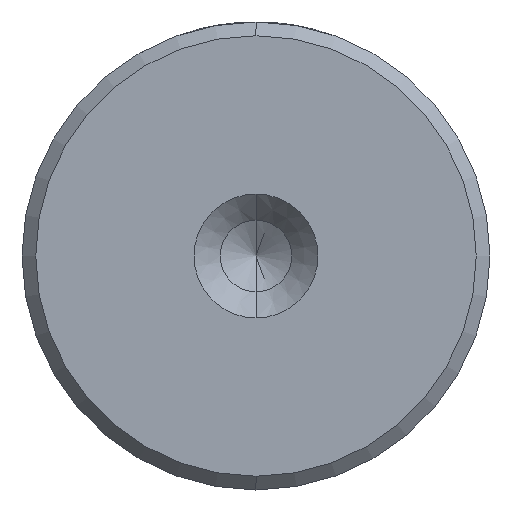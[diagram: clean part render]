
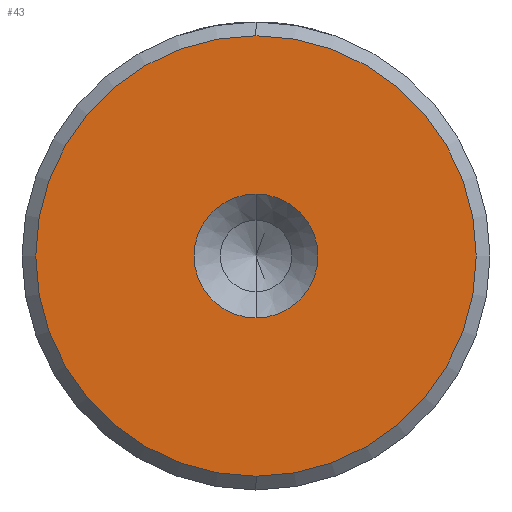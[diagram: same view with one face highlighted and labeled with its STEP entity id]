
A CAD part, left-side view. The second image highlights one B-rep face of the part: STEP entity #43.
In plain terms, the highlighted planar face has unit normal (-1, 0, 0).
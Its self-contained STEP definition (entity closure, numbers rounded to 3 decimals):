
#43 = ADVANCED_FACE ( 'NONE', ( #783, #734 ), #1555, .T. ) ;
#89 = AXIS2_PLACEMENT_3D ( 'NONE', #1852, #877, #2000 ) ;
#155 = ORIENTED_EDGE ( 'NONE', *, *, #1989, .F. ) ;
#180 = DIRECTION ( 'NONE',  ( -1., 0., 0. ) ) ;
#228 = ORIENTED_EDGE ( 'NONE', *, *, #1060, .F. ) ;
#249 = CIRCLE ( 'NONE', #2130, 8. ) ;
#271 = EDGE_LOOP ( 'NONE', ( #228, #155 ) ) ;
#331 = AXIS2_PLACEMENT_3D ( 'NONE', #1825, #852, #1982 ) ;
#473 = ORIENTED_EDGE ( 'NONE', *, *, #1107, .T. ) ;
#493 = CIRCLE ( 'NONE', #331, 2.25 ) ;
#559 = CARTESIAN_POINT ( 'NONE',  ( 0., 0., 0. ) ) ;
#729 = DIRECTION ( 'NONE',  ( 0., 0., 1. ) ) ;
#734 = FACE_BOUND ( 'NONE', #271, .T. ) ;
#770 = AXIS2_PLACEMENT_3D ( 'NONE', #1462, #1577, #1456 ) ;
#783 = FACE_OUTER_BOUND ( 'NONE', #1059, .T. ) ;
#793 = VERTEX_POINT ( 'NONE', #1620 ) ;
#852 = DIRECTION ( 'NONE',  ( -1., 0., 0. ) ) ;
#877 = DIRECTION ( 'NONE',  ( -1., 0., 0. ) ) ;
#921 = CIRCLE ( 'NONE', #89, 2.25 ) ;
#952 = CIRCLE ( 'NONE', #1378, 8. ) ;
#1034 = EDGE_CURVE ( 'NONE', #1167, #1287, #249, .T. ) ;
#1059 = EDGE_LOOP ( 'NONE', ( #1899, #473 ) ) ;
#1060 = EDGE_CURVE ( 'NONE', #1988, #793, #921, .T. ) ;
#1107 = EDGE_CURVE ( 'NONE', #1287, #1167, #952, .T. ) ;
#1167 = VERTEX_POINT ( 'NONE', #1743 ) ;
#1229 = CARTESIAN_POINT ( 'NONE',  ( 0., 0., 0. ) ) ;
#1287 = VERTEX_POINT ( 'NONE', #1403 ) ;
#1352 = CARTESIAN_POINT ( 'NONE',  ( 0., 0., 2.25 ) ) ;
#1378 = AXIS2_PLACEMENT_3D ( 'NONE', #559, #1730, #729 ) ;
#1388 = DIRECTION ( 'NONE',  ( 0., 0., 1. ) ) ;
#1403 = CARTESIAN_POINT ( 'NONE',  ( 0., 0., 8. ) ) ;
#1456 = DIRECTION ( 'NONE',  ( 0., 0., 1. ) ) ;
#1462 = CARTESIAN_POINT ( 'NONE',  ( 0., 0., 0. ) ) ;
#1555 = PLANE ( 'NONE',  #770 ) ;
#1577 = DIRECTION ( 'NONE',  ( -1., 0., 0. ) ) ;
#1620 = CARTESIAN_POINT ( 'NONE',  ( 0., 0., -2.25 ) ) ;
#1730 = DIRECTION ( 'NONE',  ( -1., 0., 0. ) ) ;
#1743 = CARTESIAN_POINT ( 'NONE',  ( 0., 0., -8. ) ) ;
#1825 = CARTESIAN_POINT ( 'NONE',  ( 0., 0., 0. ) ) ;
#1852 = CARTESIAN_POINT ( 'NONE',  ( 0., 0., 0. ) ) ;
#1899 = ORIENTED_EDGE ( 'NONE', *, *, #1034, .T. ) ;
#1982 = DIRECTION ( 'NONE',  ( 0., 0., 1. ) ) ;
#1988 = VERTEX_POINT ( 'NONE', #1352 ) ;
#1989 = EDGE_CURVE ( 'NONE', #793, #1988, #493, .T. ) ;
#2000 = DIRECTION ( 'NONE',  ( 0., 0., 1. ) ) ;
#2130 = AXIS2_PLACEMENT_3D ( 'NONE', #1229, #180, #1388 ) ;
